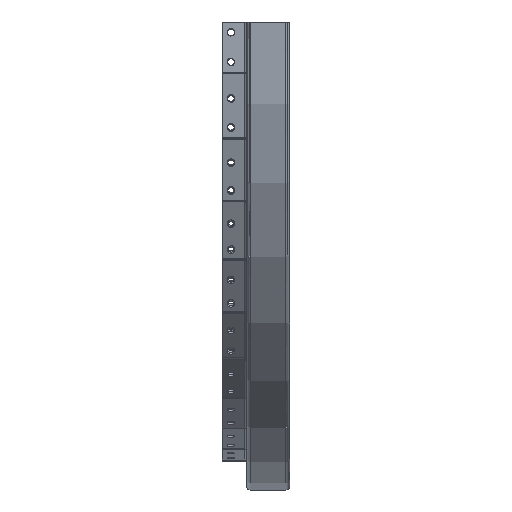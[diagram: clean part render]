
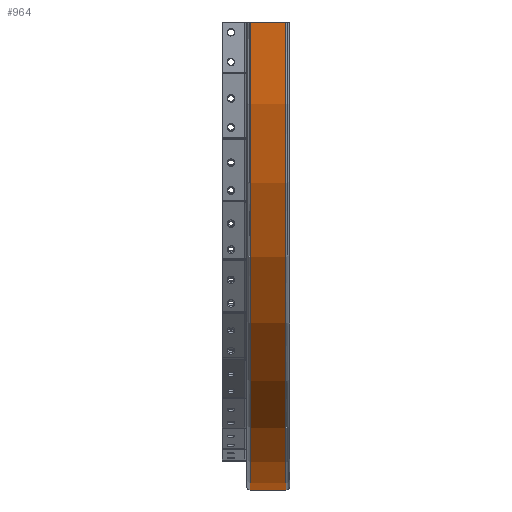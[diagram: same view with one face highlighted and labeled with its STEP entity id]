
A CAD part, left-side view. The second image highlights one B-rep face of the part: STEP entity #964.
In plain terms, the highlighted cylindrical face has radius 389 mm (diameter 778 mm), a partial arc.
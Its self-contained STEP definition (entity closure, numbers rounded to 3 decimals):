
#146=CYLINDRICAL_SURFACE('',#8631,389.);
#502=FACE_OUTER_BOUND('',#3128,.T.);
#964=ADVANCED_FACE('',(#502),#146,.T.);
#1573=LINE('',#12586,#2017);
#1588=LINE('',#12820,#2032);
#2017=VECTOR('',#9790,1.);
#2032=VECTOR('',#9817,1.);
#3128=EDGE_LOOP('',(#4303,#4304,#4305,#4306));
#4303=ORIENTED_EDGE('',*,*,#7219,.T.);
#4304=ORIENTED_EDGE('',*,*,#7032,.T.);
#4305=ORIENTED_EDGE('',*,*,#7220,.F.);
#4306=ORIENTED_EDGE('',*,*,#7002,.T.);
#6245=VERTEX_POINT('',#12585);
#6246=VERTEX_POINT('',#12587);
#6271=VERTEX_POINT('',#12819);
#6272=VERTEX_POINT('',#12821);
#7002=EDGE_CURVE('',#6246,#6245,#1573,.T.);
#7032=EDGE_CURVE('',#6272,#6271,#1588,.T.);
#7219=EDGE_CURVE('',#6245,#6272,#8137,.T.);
#7220=EDGE_CURVE('',#6246,#6271,#8138,.T.);
#8137=CIRCLE('',#8628,389.);
#8138=CIRCLE('',#8630,389.);
#8628=AXIS2_PLACEMENT_3D('',#13474,#10116,#10117);
#8630=AXIS2_PLACEMENT_3D('',#13476,#10120,#10121);
#8631=AXIS2_PLACEMENT_3D('',#13477,#10122,#10123);
#9790=DIRECTION('',(0.,-1.,0.));
#9817=DIRECTION('',(0.,1.,0.));
#10116=DIRECTION('',(0.,1.,0.));
#10117=DIRECTION('',(0.,0.,1.));
#10120=DIRECTION('',(0.,1.,0.));
#10121=DIRECTION('',(0.,0.,1.));
#10122=DIRECTION('',(0.,1.,0.));
#10123=DIRECTION('',(0.,0.,1.));
#12585=CARTESIAN_POINT('',(388.946,2.,-6.5));
#12586=CARTESIAN_POINT('',(388.946,0.,-6.5));
#12587=CARTESIAN_POINT('',(388.946,31.,-6.5));
#12819=CARTESIAN_POINT('',(-388.946,31.,-6.5));
#12820=CARTESIAN_POINT('',(-388.946,0.,-6.5));
#12821=CARTESIAN_POINT('',(-388.946,2.,-6.5));
#13474=CARTESIAN_POINT('',(0.,2.,0.));
#13476=CARTESIAN_POINT('',(0.,31.,0.));
#13477=CARTESIAN_POINT('',(0.,0.,0.));
